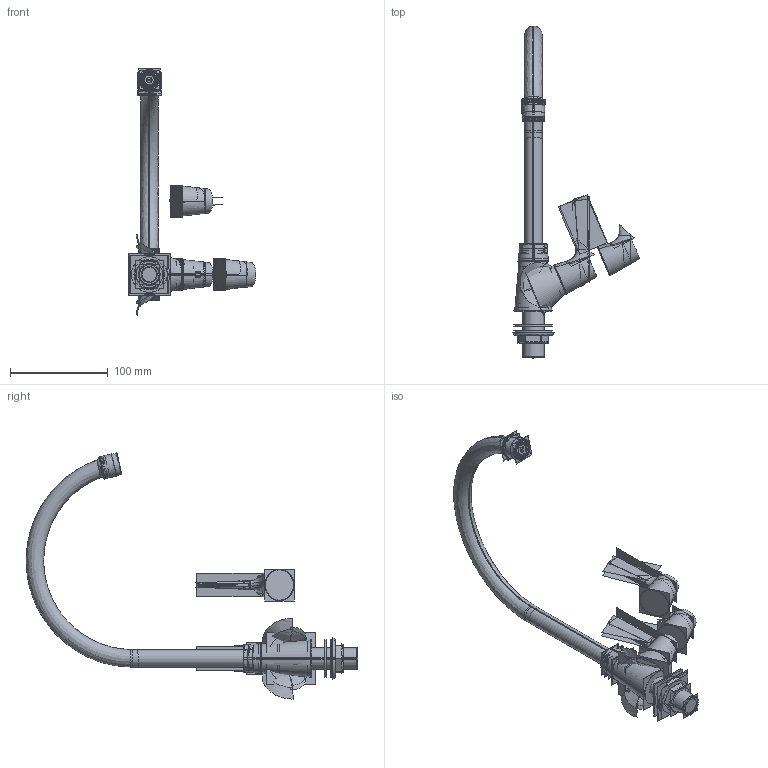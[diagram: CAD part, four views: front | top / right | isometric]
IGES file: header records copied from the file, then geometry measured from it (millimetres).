
Start section:  PTC IGES file: tp0076-a_asm.igs
Global section: file name: tp0076-a_asm.igs; native system: Pro/ENGINEER by Parametric Technology Corporation; preprocessor: 2009360; author: Administrator; organization: Unknown; date: 20160825.144215; units: millimetre
Bounding box: 130.29 x 338.67 x 251.16 mm (x, y, z)
Volume: 112927.9 mm3; surface area: 803020.9 mm2
Topology: 18 solids, 23 shells, 2648 faces, 13446 edges, 17090 vertices
Faces by surface type: bspline 1440, revolution 1208
